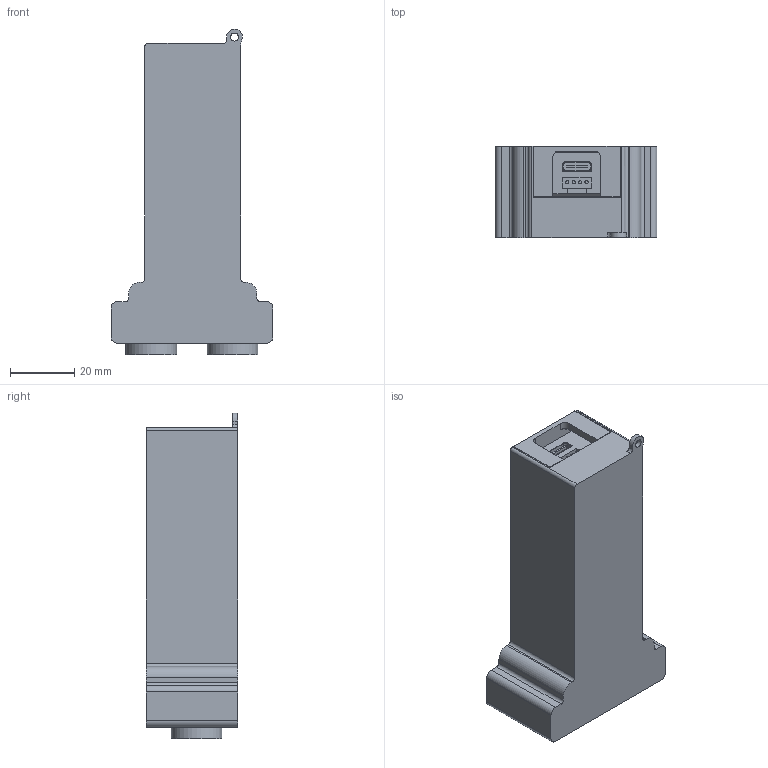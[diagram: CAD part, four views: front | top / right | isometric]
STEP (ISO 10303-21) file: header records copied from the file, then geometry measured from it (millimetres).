
FILE_DESCRIPTION(/* description */ (''),/* implementation_level */ '2;1');
FILE_NAME(/* name */ 'CASE_XIAO2040_v04.step',/* time_stamp */ '2024-03-07T07:23:54+09:00',/* author */ (''),/* organization */ (''),/* preprocessor_version */ 'ST-DEVELOPER v20',/* originating_system */ 'Autodesk Translation Framework v12.20.1.177',/* authorisation */ '');
FILE_SCHEMA (('AUTOMOTIVE_DESIGN { 1 0 10303 214 3 1 1 }'));
Length unit declared in the file: millimetre
Products named in the file (24): CASE_XIAO2040_v04; M5TailBat; body; Body_1; Type-C_Receptacle; Type-C_Plug; Grove_Socket; PCB_XIAO_LA3R5; Misawa_DistanceSensor PCB; HC-SR04; Crystal; sp; PCB; con1x4; socket1x7; XIAO-PR2040; PR2040; SW; LED; Type-C; PCB_1; con1x7; socket1x4L; LA3R5-480
Assembly tree (27 placements, depth 4):
  CASE_XIAO2040_v04
    M5TailBat
      body
        Body_1
        Type-C_Receptacle
      Type-C_Plug
      Grove_Socket
    PCB_XIAO_LA3R5
      Misawa_DistanceSensor PCB
      HC-SR04
        Crystal
        sp  x2
        PCB
        con1x4
      socket1x7  x2
      XIAO-PR2040
        PR2040
        SW  x2
        LED
        Type-C
        PCB_1
        con1x7  x2
      socket1x4L
      LA3R5-480
Bounding box: 50.5 x 28.4 x 101.64 mm (x, y, z)
Volume: 48734.2 mm3; surface area: 46666 mm2
Topology: 27 solids, 27 shells, 932 faces, 2235 edges, 1488 vertices
Faces by surface type: plane 680, cylinder 250, cone 2
Full cylindrical faces by diameter (mm): 0.5 x2, 0.7 x76, 1 x26, 1.2 x14, 1.4 x6, 1.5 x2, 2 x1, 2.2 x6, 2.5 x1, 2.6 x1, 5 x4, 11.4 x2, 15.8 x2
Entity records: 26270 total; most frequent: CARTESIAN_POINT 4727, DIRECTION 4288, ORIENTED_EDGE 4168, EDGE_CURVE 2084, LINE 1618, VECTOR 1618, VERTEX_POINT 1390, AXIS2_PLACEMENT_3D 1335
